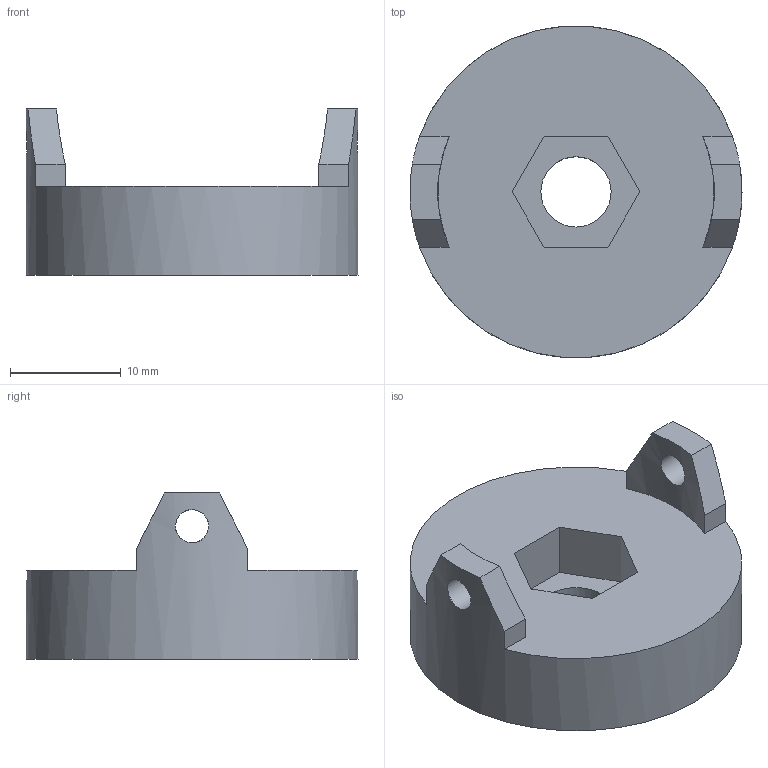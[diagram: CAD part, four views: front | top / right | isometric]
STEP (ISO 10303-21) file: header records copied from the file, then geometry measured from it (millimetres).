
FILE_DESCRIPTION(/* description */ (''),/* implementation_level */ '2;1');
FILE_NAME(/* name */ 'Strap Link Adapter.step',/* time_stamp */ '2022-12-28T15:07:52+01:00',/* author */ (''),/* organization */ (''),/* preprocessor_version */ 'ST-DEVELOPER v19.2',/* originating_system */ 'Autodesk Translation Framework v11.17.0.187',/* authorisation */ '');
FILE_SCHEMA (('AUTOMOTIVE_DESIGN { 1 0 10303 214 3 1 1 }'));
Length unit declared in the file: millimetre
Products named in the file (1): Strap Link Adapter
Bounding box: 30 x 30 x 15 mm (x, y, z)
Volume: 5384.1 mm3; surface area: 2644.2 mm2
Topology: 1 solids, 1 shells, 25 faces, 73 edges, 50 vertices
Faces by surface type: plane 19, cylinder 6
Full cylindrical faces by diameter (mm): 3 x2, 6.35 x1, 30 x1
Entity records: 1009 total; most frequent: CARTESIAN_POINT 287, ORIENTED_EDGE 146, DIRECTION 135, EDGE_CURVE 73, VERTEX_POINT 50, AXIS2_PLACEMENT_3D 46, LINE 43, VECTOR 43
